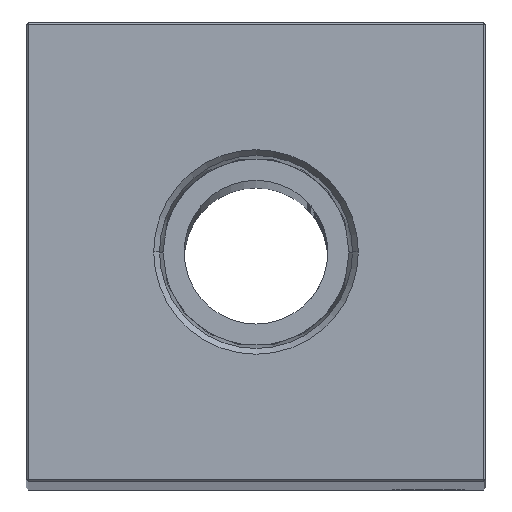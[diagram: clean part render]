
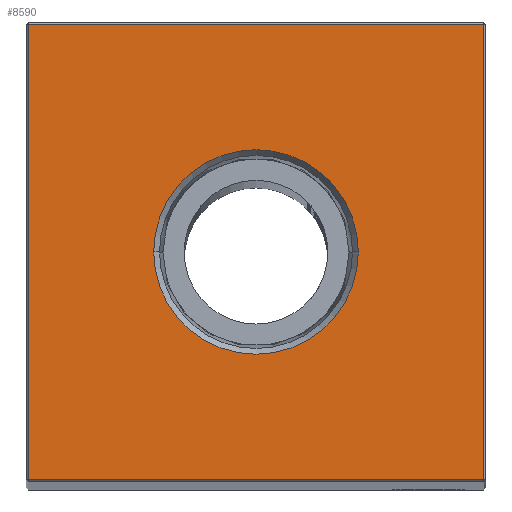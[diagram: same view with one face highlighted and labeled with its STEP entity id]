
A CAD part, top view. The second image highlights one B-rep face of the part: STEP entity #8590.
In plain terms, the highlighted planar face has unit normal (0, 0, 1).
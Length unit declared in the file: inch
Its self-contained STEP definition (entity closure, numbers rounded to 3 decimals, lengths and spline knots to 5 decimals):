
#291 = ORIENTED_EDGE ( 'NONE', *, *, #17441, .T. ) ;
#311 = CIRCLE ( 'NONE', #19852, 0.44487 ) ;
#1444 = EDGE_CURVE ( 'NONE', #29870, #9667, #28084, .T. ) ;
#2556 = VECTOR ( 'NONE', #29728, 39.37008 ) ;
#3070 = EDGE_CURVE ( 'NONE', #34083, #26830, #31740, .T. ) ;
#3376 = ORIENTED_EDGE ( 'NONE', *, *, #15437, .T. ) ;
#3808 = VERTEX_POINT ( 'NONE', #9803 ) ;
#4149 = CARTESIAN_POINT ( 'NONE',  ( 0., 0.99, 20.25 ) ) ;
#4188 = EDGE_LOOP ( 'NONE', ( #3376, #15010, #291, #23960 ) ) ;
#4364 = DIRECTION ( 'NONE',  ( 1., 0., 0. ) ) ;
#4749 = CARTESIAN_POINT ( 'NONE',  ( 0.99, 0., 20.25 ) ) ;
#7821 = CARTESIAN_POINT ( 'NONE',  ( 0., -0.99, 20.25 ) ) ;
#8201 = CARTESIAN_POINT ( 'NONE',  ( -0.99, -0.99, 20.25 ) ) ;
#8287 = PLANE ( 'NONE',  #28665 ) ;
#8448 = LINE ( 'NONE', #19048, #2556 ) ;
#8590 = ADVANCED_FACE ( 'NONE', ( #21485, #32202 ), #8287, .F. ) ;
#9315 = CARTESIAN_POINT ( 'NONE',  ( 0., 0., 20.25 ) ) ;
#9667 = VERTEX_POINT ( 'NONE', #20431 ) ;
#9803 = CARTESIAN_POINT ( 'NONE',  ( -0.44487, 0., 20.25 ) ) ;
#11141 = ORIENTED_EDGE ( 'NONE', *, *, #15711, .F. ) ;
#11250 = CIRCLE ( 'NONE', #30725, 0.44487 ) ;
#11267 = CARTESIAN_POINT ( 'NONE',  ( 0., 0., 20.25 ) ) ;
#11589 = VECTOR ( 'NONE', #15400, 39.37008 ) ;
#13962 = VECTOR ( 'NONE', #18426, 39.37008 ) ;
#14479 = CARTESIAN_POINT ( 'NONE',  ( 0.44487, 0., 20.25 ) ) ;
#14832 = DIRECTION ( 'NONE',  ( -1., 0., 0. ) ) ;
#15010 = ORIENTED_EDGE ( 'NONE', *, *, #3070, .T. ) ;
#15400 = DIRECTION ( 'NONE',  ( 0., 1., 0. ) ) ;
#15437 = EDGE_CURVE ( 'NONE', #9667, #34083, #8448, .T. ) ;
#15711 = EDGE_CURVE ( 'NONE', #33226, #3808, #311, .T. ) ;
#17441 = EDGE_CURVE ( 'NONE', #26830, #29870, #28689, .T. ) ;
#17644 = CARTESIAN_POINT ( 'NONE',  ( 0., 0., 20.25 ) ) ;
#18426 = DIRECTION ( 'NONE',  ( 1., 0., 0. ) ) ;
#19037 = EDGE_CURVE ( 'NONE', #3808, #33226, #11250, .T. ) ;
#19048 = CARTESIAN_POINT ( 'NONE',  ( -0.99, 0., 20.25 ) ) ;
#19852 = AXIS2_PLACEMENT_3D ( 'NONE', #17644, #28288, #4364 ) ;
#19906 = DIRECTION ( 'NONE',  ( 0., 0., 1. ) ) ;
#20431 = CARTESIAN_POINT ( 'NONE',  ( -0.99, 0.99, 20.25 ) ) ;
#21485 = FACE_OUTER_BOUND ( 'NONE', #4188, .T. ) ;
#21839 = DIRECTION ( 'NONE',  ( 0., 0., -1. ) ) ;
#22200 = EDGE_LOOP ( 'NONE', ( #11141, #34524 ) ) ;
#22766 = CARTESIAN_POINT ( 'NONE',  ( 0.99, 0.99, 20.25 ) ) ;
#23857 = CARTESIAN_POINT ( 'NONE',  ( 0.99, -0.99, 20.25 ) ) ;
#23960 = ORIENTED_EDGE ( 'NONE', *, *, #1444, .T. ) ;
#26830 = VERTEX_POINT ( 'NONE', #23857 ) ;
#27196 = VECTOR ( 'NONE', #14832, 39.37008 ) ;
#28084 = LINE ( 'NONE', #4149, #27196 ) ;
#28288 = DIRECTION ( 'NONE',  ( 0., 0., 1. ) ) ;
#28665 = AXIS2_PLACEMENT_3D ( 'NONE', #11267, #21839, #32566 ) ;
#28689 = LINE ( 'NONE', #4749, #11589 ) ;
#29728 = DIRECTION ( 'NONE',  ( 0., -1., 0. ) ) ;
#29870 = VERTEX_POINT ( 'NONE', #22766 ) ;
#30597 = DIRECTION ( 'NONE',  ( 1., 0., 0. ) ) ;
#30725 = AXIS2_PLACEMENT_3D ( 'NONE', #9315, #19906, #30597 ) ;
#31740 = LINE ( 'NONE', #7821, #13962 ) ;
#32202 = FACE_BOUND ( 'NONE', #22200, .T. ) ;
#32566 = DIRECTION ( 'NONE',  ( -1., 0., 0. ) ) ;
#33226 = VERTEX_POINT ( 'NONE', #14479 ) ;
#34083 = VERTEX_POINT ( 'NONE', #8201 ) ;
#34524 = ORIENTED_EDGE ( 'NONE', *, *, #19037, .F. ) ;
